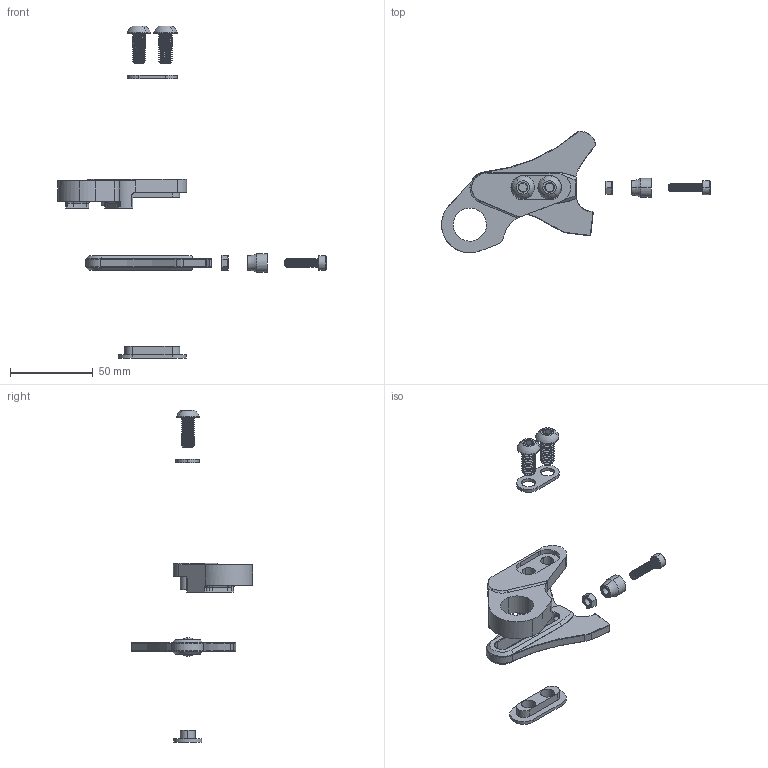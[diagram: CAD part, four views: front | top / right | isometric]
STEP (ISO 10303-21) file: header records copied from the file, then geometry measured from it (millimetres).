
FILE_DESCRIPTION (( 'STEP AP214' ), '1' );
FILE_NAME ('DR4145_Flat.STEP', '2023-05-09T16:20:57', ( '' ), ( '' ), 'SwSTEP 2.0', 'SolidWorks 2022', '' );
FILE_SCHEMA (( 'AUTOMOTIVE_DESIGN' ));
Length unit declared in the file: inch
Products named in the file (9): DS0004; DR4145; DR4145_Flat; 2-HOLE_WASHER; 91239A420_Button Head Hex Drive Screw_91239A420; 5mm_nut; MS5001; M5x20 SHCS_91292A126; MS1020
Assembly tree (9 placements, depth 2):
  DR4145_Flat
    DS0004
    DR4145
    MS1020
    91239A420_Button Head Hex Drive Screw_91239A420  x2
    2-HOLE_WASHER
    5mm_nut
    M5x20 SHCS_91292A126
    MS5001
Bounding box: 162.06 x 73.4 x 200.2 mm (x, y, z)
Volume: 38059.6 mm3; surface area: 21611.1 mm2
Topology: 9 solids, 9 shells, 504 faces, 1284 edges, 806 vertices
Faces by surface type: cylinder 267, plane 104, cone 98, torus 23, bspline 8, sphere 4
Entity records: 18809 total; most frequent: CARTESIAN_POINT 8292, ORIENTED_EDGE 2270, DIRECTION 2034, EDGE_CURVE 1135, AXIS2_PLACEMENT_3D 783, VERTEX_POINT 712, EDGE_LOOP 473, LINE 468
